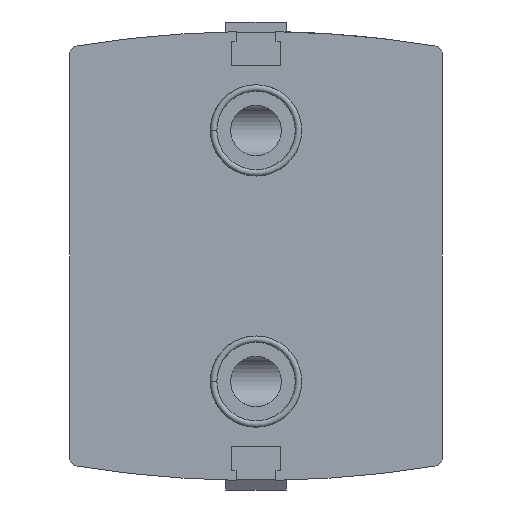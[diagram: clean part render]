
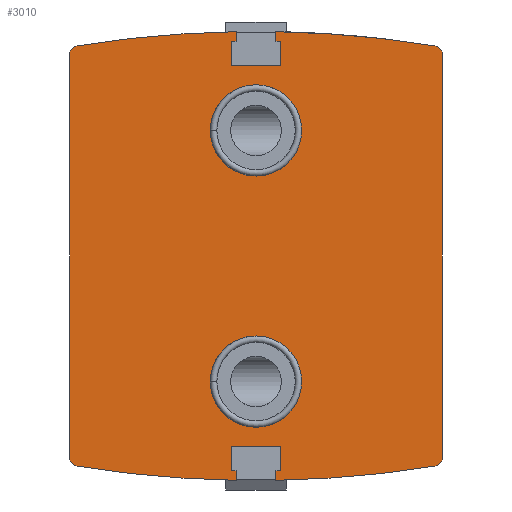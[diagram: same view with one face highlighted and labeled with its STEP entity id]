
A CAD part, front view. The second image highlights one B-rep face of the part: STEP entity #3010.
In plain terms, the highlighted planar face has unit normal (0, -1, 0).
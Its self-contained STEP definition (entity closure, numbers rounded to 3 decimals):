
#77=PLANE('',#3224);
#187=LINE('',#4404,#335);
#192=LINE('',#4422,#340);
#196=LINE('',#4430,#344);
#199=LINE('',#4436,#347);
#202=LINE('',#4442,#350);
#205=LINE('',#4448,#353);
#208=LINE('',#4454,#356);
#211=LINE('',#4460,#359);
#214=LINE('',#4471,#362);
#218=LINE('',#4483,#366);
#221=LINE('',#4489,#369);
#224=LINE('',#4495,#372);
#227=LINE('',#4501,#375);
#230=LINE('',#4507,#378);
#233=LINE('',#4513,#381);
#236=LINE('',#4519,#384);
#335=VECTOR('',#3567,1000.);
#340=VECTOR('',#3586,1000.);
#344=VECTOR('',#3592,1000.);
#347=VECTOR('',#3597,1000.);
#350=VECTOR('',#3602,1000.);
#353=VECTOR('',#3607,1000.);
#356=VECTOR('',#3612,1000.);
#359=VECTOR('',#3617,1000.);
#362=VECTOR('',#3630,1000.);
#366=VECTOR('',#3644,1000.);
#369=VECTOR('',#3649,1000.);
#372=VECTOR('',#3654,1000.);
#375=VECTOR('',#3659,1000.);
#378=VECTOR('',#3664,1000.);
#381=VECTOR('',#3669,1000.);
#384=VECTOR('',#3674,1000.);
#689=ORIENTED_EDGE('',*,*,#1233,.F.);
#690=ORIENTED_EDGE('',*,*,#1234,.F.);
#691=ORIENTED_EDGE('',*,*,#1158,.F.);
#692=ORIENTED_EDGE('',*,*,#1226,.F.);
#693=ORIENTED_EDGE('',*,*,#1222,.F.);
#694=ORIENTED_EDGE('',*,*,#1219,.F.);
#695=ORIENTED_EDGE('',*,*,#1216,.F.);
#696=ORIENTED_EDGE('',*,*,#1213,.F.);
#697=ORIENTED_EDGE('',*,*,#1210,.F.);
#698=ORIENTED_EDGE('',*,*,#1207,.F.);
#699=ORIENTED_EDGE('',*,*,#1204,.F.);
#700=ORIENTED_EDGE('',*,*,#1202,.F.);
#701=ORIENTED_EDGE('',*,*,#1200,.F.);
#702=ORIENTED_EDGE('',*,*,#1198,.F.);
#703=ORIENTED_EDGE('',*,*,#1194,.F.);
#704=ORIENTED_EDGE('',*,*,#1077,.F.);
#705=ORIENTED_EDGE('',*,*,#1192,.F.);
#706=ORIENTED_EDGE('',*,*,#1189,.F.);
#707=ORIENTED_EDGE('',*,*,#1186,.F.);
#708=ORIENTED_EDGE('',*,*,#1183,.F.);
#709=ORIENTED_EDGE('',*,*,#1180,.F.);
#710=ORIENTED_EDGE('',*,*,#1177,.F.);
#711=ORIENTED_EDGE('',*,*,#1173,.F.);
#712=ORIENTED_EDGE('',*,*,#1170,.F.);
#713=ORIENTED_EDGE('',*,*,#1167,.F.);
#714=ORIENTED_EDGE('',*,*,#1164,.F.);
#1077=EDGE_CURVE('',#1383,#1384,#1597,.T.);
#1158=EDGE_CURVE('',#1445,#1446,#1626,.T.);
#1164=EDGE_CURVE('',#1446,#1451,#187,.T.);
#1167=EDGE_CURVE('',#1451,#1453,#1630,.T.);
#1170=EDGE_CURVE('',#1453,#1455,#1632,.T.);
#1173=EDGE_CURVE('',#1455,#1457,#192,.T.);
#1177=EDGE_CURVE('',#1457,#1460,#196,.T.);
#1180=EDGE_CURVE('',#1460,#1462,#199,.T.);
#1183=EDGE_CURVE('',#1462,#1464,#202,.T.);
#1186=EDGE_CURVE('',#1464,#1466,#205,.T.);
#1189=EDGE_CURVE('',#1466,#1468,#208,.T.);
#1192=EDGE_CURVE('',#1468,#1383,#211,.T.);
#1194=EDGE_CURVE('',#1384,#1470,#1634,.T.);
#1198=EDGE_CURVE('',#1470,#1473,#214,.T.);
#1200=EDGE_CURVE('',#1473,#1474,#1637,.T.);
#1202=EDGE_CURVE('',#1474,#1475,#1638,.T.);
#1204=EDGE_CURVE('',#1475,#1476,#218,.T.);
#1207=EDGE_CURVE('',#1476,#1478,#221,.T.);
#1210=EDGE_CURVE('',#1478,#1480,#224,.T.);
#1213=EDGE_CURVE('',#1480,#1482,#227,.T.);
#1216=EDGE_CURVE('',#1482,#1484,#230,.T.);
#1219=EDGE_CURVE('',#1484,#1486,#233,.T.);
#1222=EDGE_CURVE('',#1486,#1488,#236,.T.);
#1226=EDGE_CURVE('',#1488,#1445,#1639,.T.);
#1233=EDGE_CURVE('',#1495,#1495,#1645,.T.);
#1234=EDGE_CURVE('',#1496,#1496,#1646,.T.);
#1383=VERTEX_POINT('',#4144);
#1384=VERTEX_POINT('',#4145);
#1445=VERTEX_POINT('',#4392);
#1446=VERTEX_POINT('',#4393);
#1451=VERTEX_POINT('',#4405);
#1453=VERTEX_POINT('',#4411);
#1455=VERTEX_POINT('',#4417);
#1457=VERTEX_POINT('',#4423);
#1460=VERTEX_POINT('',#4431);
#1462=VERTEX_POINT('',#4437);
#1464=VERTEX_POINT('',#4443);
#1466=VERTEX_POINT('',#4449);
#1468=VERTEX_POINT('',#4455);
#1470=VERTEX_POINT('',#4464);
#1473=VERTEX_POINT('',#4472);
#1474=VERTEX_POINT('',#4476);
#1475=VERTEX_POINT('',#4480);
#1476=VERTEX_POINT('',#4484);
#1478=VERTEX_POINT('',#4490);
#1480=VERTEX_POINT('',#4496);
#1482=VERTEX_POINT('',#4502);
#1484=VERTEX_POINT('',#4508);
#1486=VERTEX_POINT('',#4514);
#1488=VERTEX_POINT('',#4520);
#1495=VERTEX_POINT('',#4541);
#1496=VERTEX_POINT('',#4543);
#1597=CIRCLE('',#3134,147.);
#1626=CIRCLE('',#3182,1.2);
#1630=CIRCLE('',#3188,1.2);
#1632=CIRCLE('',#3191,147.);
#1634=CIRCLE('',#3201,1.2);
#1637=CIRCLE('',#3206,1.2);
#1638=CIRCLE('',#3208,147.);
#1639=CIRCLE('',#3217,147.);
#1645=CIRCLE('',#3225,6.);
#1646=CIRCLE('',#3226,6.);
#1774=EDGE_LOOP('',(#689));
#1775=EDGE_LOOP('',(#690));
#1776=EDGE_LOOP('',(#691,#692,#693,#694,#695,#696,#697,#698,#699,#700,#701,
#702,#703,#704,#705,#706,#707,#708,#709,#710,#711,#712,#713,#714));
#1978=FACE_BOUND('',#1774,.T.);
#1979=FACE_BOUND('',#1775,.T.);
#1980=FACE_BOUND('',#1776,.T.);
#3010=ADVANCED_FACE('',(#1978,#1979,#1980),#77,.F.);
#3134=AXIS2_PLACEMENT_3D('',#4143,#3428,#3429);
#3182=AXIS2_PLACEMENT_3D('',#4391,#3555,#3556);
#3188=AXIS2_PLACEMENT_3D('',#4410,#3572,#3573);
#3191=AXIS2_PLACEMENT_3D('',#4416,#3579,#3580);
#3201=AXIS2_PLACEMENT_3D('',#4463,#3621,#3622);
#3206=AXIS2_PLACEMENT_3D('',#4475,#3634,#3635);
#3208=AXIS2_PLACEMENT_3D('',#4479,#3639,#3640);
#3217=AXIS2_PLACEMENT_3D('',#4527,#3680,#3681);
#3224=AXIS2_PLACEMENT_3D('',#4539,#3695,#3696);
#3225=AXIS2_PLACEMENT_3D('',#4540,#3697,#3698);
#3226=AXIS2_PLACEMENT_3D('',#4542,#3699,#3700);
#3428=DIRECTION('',(0.,1.,0.));
#3429=DIRECTION('',(1.,0.,0.));
#3555=DIRECTION('',(0.,1.,0.));
#3556=DIRECTION('',(1.,0.,0.));
#3567=DIRECTION('',(0.,0.,1.));
#3572=DIRECTION('',(0.,1.,0.));
#3573=DIRECTION('',(1.,0.,0.));
#3579=DIRECTION('',(0.,1.,0.));
#3580=DIRECTION('',(1.,0.,0.));
#3586=DIRECTION('',(0.,0.,-1.));
#3592=DIRECTION('',(-1.,0.,0.));
#3597=DIRECTION('',(0.,0.,-1.));
#3602=DIRECTION('',(1.,0.,0.));
#3607=DIRECTION('',(0.,0.,1.));
#3612=DIRECTION('',(-1.,0.,0.));
#3617=DIRECTION('',(0.,0.,1.));
#3621=DIRECTION('',(0.,1.,0.));
#3622=DIRECTION('',(1.,0.,0.));
#3630=DIRECTION('',(0.,0.,-1.));
#3634=DIRECTION('',(0.,1.,0.));
#3635=DIRECTION('',(1.,0.,0.));
#3639=DIRECTION('',(0.,1.,0.));
#3640=DIRECTION('',(1.,0.,0.));
#3644=DIRECTION('',(0.,0.,1.));
#3649=DIRECTION('',(1.,0.,0.));
#3654=DIRECTION('',(0.,0.,1.));
#3659=DIRECTION('',(-1.,0.,0.));
#3664=DIRECTION('',(0.,0.,-1.));
#3669=DIRECTION('',(1.,0.,0.));
#3674=DIRECTION('',(0.,0.,-1.));
#3680=DIRECTION('',(0.,1.,0.));
#3681=DIRECTION('',(1.,0.,0.));
#3695=DIRECTION('',(0.,1.,0.));
#3696=DIRECTION('',(0.,0.,1.));
#3697=DIRECTION('',(0.,-1.,0.));
#3698=DIRECTION('',(0.,0.,-1.));
#3699=DIRECTION('',(0.,-1.,0.));
#3700=DIRECTION('',(0.,0.,-1.));
#4143=CARTESIAN_POINT('',(0.,0.,-117.5));
#4144=CARTESIAN_POINT('',(2.6,0.,29.477));
#4145=CARTESIAN_POINT('',(23.492,0.,27.611));
#4391=CARTESIAN_POINT('',(-23.3,0.,-26.426));
#4392=CARTESIAN_POINT('',(-23.492,0.,-27.611));
#4393=CARTESIAN_POINT('',(-24.5,0.,-26.426));
#4404=CARTESIAN_POINT('',(-24.5,0.,-26.426));
#4405=CARTESIAN_POINT('',(-24.5,0.,26.426));
#4410=CARTESIAN_POINT('',(-23.3,0.,26.426));
#4411=CARTESIAN_POINT('',(-23.492,0.,27.611));
#4416=CARTESIAN_POINT('',(0.,0.,-117.5));
#4417=CARTESIAN_POINT('',(-2.6,0.,29.477));
#4422=CARTESIAN_POINT('',(-2.6,0.,29.477));
#4423=CARTESIAN_POINT('',(-2.6,0.,28.2));
#4430=CARTESIAN_POINT('',(-2.6,0.,28.2));
#4431=CARTESIAN_POINT('',(-3.25,0.,28.2));
#4436=CARTESIAN_POINT('',(-3.25,0.,28.2));
#4437=CARTESIAN_POINT('',(-3.25,0.,25.));
#4442=CARTESIAN_POINT('',(-3.25,0.,25.));
#4443=CARTESIAN_POINT('',(3.25,0.,25.));
#4448=CARTESIAN_POINT('',(3.25,0.,25.));
#4449=CARTESIAN_POINT('',(3.25,0.,28.2));
#4454=CARTESIAN_POINT('',(3.25,0.,28.2));
#4455=CARTESIAN_POINT('',(2.6,0.,28.2));
#4460=CARTESIAN_POINT('',(2.6,0.,28.2));
#4463=CARTESIAN_POINT('',(23.3,0.,26.426));
#4464=CARTESIAN_POINT('',(24.5,0.,26.426));
#4471=CARTESIAN_POINT('',(24.5,0.,26.426));
#4472=CARTESIAN_POINT('',(24.5,0.,-26.426));
#4475=CARTESIAN_POINT('',(23.3,0.,-26.426));
#4476=CARTESIAN_POINT('',(23.492,0.,-27.611));
#4479=CARTESIAN_POINT('',(0.,0.,117.5));
#4480=CARTESIAN_POINT('',(2.6,0.,-29.477));
#4483=CARTESIAN_POINT('',(2.6,0.,-29.477));
#4484=CARTESIAN_POINT('',(2.6,0.,-28.2));
#4489=CARTESIAN_POINT('',(2.6,0.,-28.2));
#4490=CARTESIAN_POINT('',(3.25,0.,-28.2));
#4495=CARTESIAN_POINT('',(3.25,0.,-28.2));
#4496=CARTESIAN_POINT('',(3.25,0.,-25.));
#4501=CARTESIAN_POINT('',(3.25,0.,-25.));
#4502=CARTESIAN_POINT('',(-3.25,0.,-25.));
#4507=CARTESIAN_POINT('',(-3.25,0.,-25.));
#4508=CARTESIAN_POINT('',(-3.25,0.,-28.2));
#4513=CARTESIAN_POINT('',(-3.25,0.,-28.2));
#4514=CARTESIAN_POINT('',(-2.6,0.,-28.2));
#4519=CARTESIAN_POINT('',(-2.6,0.,-28.2));
#4520=CARTESIAN_POINT('',(-2.6,0.,-29.477));
#4527=CARTESIAN_POINT('',(0.,0.,117.5));
#4539=CARTESIAN_POINT('',(-23.3,0.,-26.426));
#4540=CARTESIAN_POINT('',(0.,0.,-16.5));
#4541=CARTESIAN_POINT('',(0.,0.,-22.5));
#4542=CARTESIAN_POINT('',(0.,0.,16.5));
#4543=CARTESIAN_POINT('',(0.,0.,10.5));
